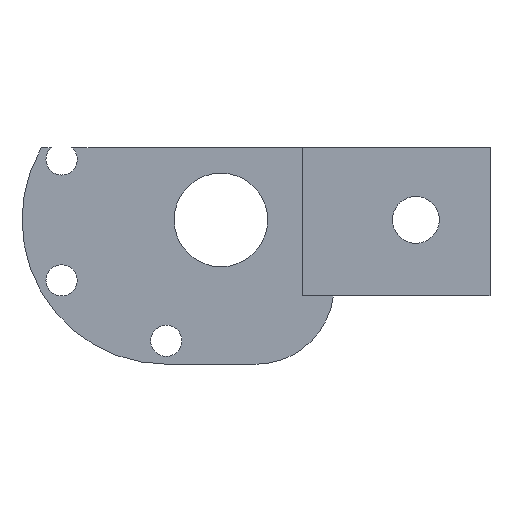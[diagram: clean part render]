
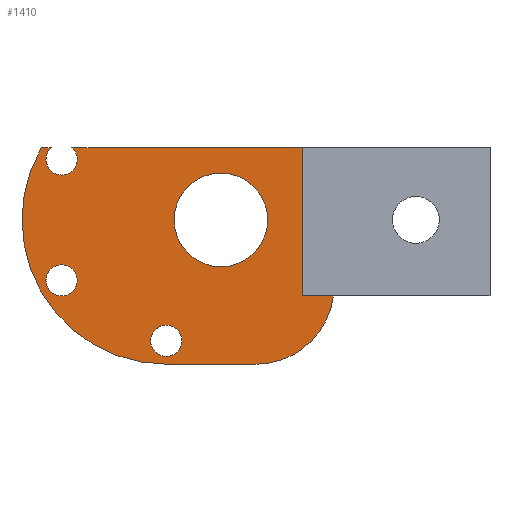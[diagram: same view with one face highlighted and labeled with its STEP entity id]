
A CAD part, left-side view. The second image highlights one B-rep face of the part: STEP entity #1410.
In plain terms, the highlighted planar face has unit normal (-1, 0, 0).
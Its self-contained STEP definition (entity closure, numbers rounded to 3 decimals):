
#1 = ORIENTED_EDGE ( 'NONE', *, *, #885, .T. ) ;
#19 = VERTEX_POINT ( 'NONE', #1361 ) ;
#23 = CARTESIAN_POINT ( 'NONE',  ( 27., 0., -19. ) ) ;
#25 = EDGE_CURVE ( 'NONE', #1062, #699, #266, .T. ) ;
#34 = CARTESIAN_POINT ( 'NONE',  ( 27., 21.5, -9.247 ) ) ;
#37 = DIRECTION ( 'NONE',  ( 1., 0., 0. ) ) ;
#40 = DIRECTION ( 'NONE',  ( 0., 1., 0. ) ) ;
#42 = EDGE_LOOP ( 'NONE', ( #1108, #814, #1, #220, #567, #978, #182, #1152 ) ) ;
#44 = ORIENTED_EDGE ( 'NONE', *, *, #1424, .F. ) ;
#53 = CARTESIAN_POINT ( 'NONE',  ( 27., 10., -27.747 ) ) ;
#58 = LINE ( 'NONE', #146, #1310 ) ;
#63 = CARTESIAN_POINT ( 'NONE',  ( 27., 36.25, 0. ) ) ;
#72 = EDGE_CURVE ( 'NONE', #506, #919, #374, .T. ) ;
#77 = CARTESIAN_POINT ( 'NONE',  ( 27., 34.923, -16.997 ) ) ;
#88 = VECTOR ( 'NONE', #894, 1000. ) ;
#91 = CARTESIAN_POINT ( 'NONE',  ( 27., 21.5, 0. ) ) ;
#100 = FACE_BOUND ( 'NONE', #1029, .T. ) ;
#108 = AXIS2_PLACEMENT_3D ( 'NONE', #782, #1328, #968 ) ;
#115 = DIRECTION ( 'NONE',  ( 0., -1., 0. ) ) ;
#125 = EDGE_CURVE ( 'NONE', #434, #1007, #907, .T. ) ;
#134 = CIRCLE ( 'NONE', #108, 6. ) ;
#137 = ORIENTED_EDGE ( 'NONE', *, *, #72, .F. ) ;
#146 = CARTESIAN_POINT ( 'NONE',  ( 27., 21.5, -27.747 ) ) ;
#182 = ORIENTED_EDGE ( 'NONE', *, *, #1198, .T. ) ;
#187 = DIRECTION ( 'NONE',  ( -1., 0., 0. ) ) ;
#194 = LINE ( 'NONE', #91, #763 ) ;
#195 = CIRCLE ( 'NONE', #214, 18.5 ) ;
#214 = AXIS2_PLACEMENT_3D ( 'NONE', #34, #500, #1014 ) ;
#220 = ORIENTED_EDGE ( 'NONE', *, *, #688, .F. ) ;
#245 = CARTESIAN_POINT ( 'NONE',  ( 27., 14.5, -9.247 ) ) ;
#266 = CIRCLE ( 'NONE', #1069, 6. ) ;
#272 = LINE ( 'NONE', #933, #379 ) ;
#287 = DIRECTION ( 'NONE',  ( 0., 0., -1. ) ) ;
#320 = CARTESIAN_POINT ( 'NONE',  ( 27., 21.5, -9.247 ) ) ;
#374 = CIRCLE ( 'NONE', #738, 2. ) ;
#379 = VECTOR ( 'NONE', #454, 1000. ) ;
#386 = ORIENTED_EDGE ( 'NONE', *, *, #25, .T. ) ;
#410 = EDGE_CURVE ( 'NONE', #1265, #566, #597, .T. ) ;
#420 = FACE_BOUND ( 'NONE', #999, .T. ) ;
#434 = VERTEX_POINT ( 'NONE', #1272 ) ;
#438 = EDGE_CURVE ( 'NONE', #19, #1352, #272, .T. ) ;
#439 = LINE ( 'NONE', #774, #1215 ) ;
#454 = DIRECTION ( 'NONE',  ( 0., 0., -1. ) ) ;
#478 = EDGE_LOOP ( 'NONE', ( #1013, #44 ) ) ;
#480 = CARTESIAN_POINT ( 'NONE',  ( 27., 14.5, -15.247 ) ) ;
#498 = DIRECTION ( 'NONE',  ( -1., 0., 0. ) ) ;
#500 = DIRECTION ( 'NONE',  ( 1., 0., 0. ) ) ;
#506 = VERTEX_POINT ( 'NONE', #1163 ) ;
#513 = DIRECTION ( 'NONE',  ( 0., 1., 0. ) ) ;
#529 = AXIS2_PLACEMENT_3D ( 'NONE', #320, #929, #1349 ) ;
#566 = VERTEX_POINT ( 'NONE', #843 ) ;
#567 = ORIENTED_EDGE ( 'NONE', *, *, #1302, .F. ) ;
#578 = AXIS2_PLACEMENT_3D ( 'NONE', #1428, #1229, #868 ) ;
#597 = CIRCLE ( 'NONE', #1094, 10. ) ;
#610 = DIRECTION ( 'NONE',  ( 0., 0., -1. ) ) ;
#612 = FACE_OUTER_BOUND ( 'NONE', #42, .T. ) ;
#641 = CIRCLE ( 'NONE', #578, 2. ) ;
#646 = DIRECTION ( 'NONE',  ( -1., 0., 0. ) ) ;
#660 = LINE ( 'NONE', #23, #88 ) ;
#667 = AXIS2_PLACEMENT_3D ( 'NONE', #77, #498, #610 ) ;
#675 = AXIS2_PLACEMENT_3D ( 'NONE', #786, #646, #683 ) ;
#683 = DIRECTION ( 'NONE',  ( 0., 0., -1. ) ) ;
#688 = EDGE_CURVE ( 'NONE', #1021, #903, #195, .T. ) ;
#699 = VERTEX_POINT ( 'NONE', #480 ) ;
#738 = AXIS2_PLACEMENT_3D ( 'NONE', #1393, #187, #287 ) ;
#763 = VECTOR ( 'NONE', #513, 1000. ) ;
#765 = CARTESIAN_POINT ( 'NONE',  ( 27., 21.5, -26.747 ) ) ;
#774 = CARTESIAN_POINT ( 'NONE',  ( 27., 0., 0. ) ) ;
#778 = ORIENTED_EDGE ( 'NONE', *, *, #1066, .F. ) ;
#782 = CARTESIAN_POINT ( 'NONE',  ( 27., 14.5, -9.247 ) ) ;
#786 = CARTESIAN_POINT ( 'NONE',  ( 27., 34.923, -16.997 ) ) ;
#795 = CIRCLE ( 'NONE', #1195, 2. ) ;
#801 = CARTESIAN_POINT ( 'NONE',  ( 27., 4., -19. ) ) ;
#806 = CARTESIAN_POINT ( 'NONE',  ( 27., 14.5, -3.247 ) ) ;
#814 = ORIENTED_EDGE ( 'NONE', *, *, #1197, .F. ) ;
#834 = CARTESIAN_POINT ( 'NONE',  ( 27., 21.5, -27.747 ) ) ;
#843 = CARTESIAN_POINT ( 'NONE',  ( 27., 0.079, -19. ) ) ;
#848 = DIRECTION ( 'NONE',  ( -1., 0., 0. ) ) ;
#862 = CARTESIAN_POINT ( 'NONE',  ( 27., 33.597, 0. ) ) ;
#868 = DIRECTION ( 'NONE',  ( 0., 0., -1. ) ) ;
#885 = EDGE_CURVE ( 'NONE', #1212, #903, #194, .T. ) ;
#894 = DIRECTION ( 'NONE',  ( 0., 1., 0. ) ) ;
#903 = VERTEX_POINT ( 'NONE', #1304 ) ;
#907 = CIRCLE ( 'NONE', #667, 2. ) ;
#919 = VERTEX_POINT ( 'NONE', #765 ) ;
#922 = DIRECTION ( 'NONE',  ( 0., 0., -1. ) ) ;
#929 = DIRECTION ( 'NONE',  ( 1., 0., 0. ) ) ;
#933 = CARTESIAN_POINT ( 'NONE',  ( 27., 4., -19. ) ) ;
#960 = ORIENTED_EDGE ( 'NONE', *, *, #1144, .T. ) ;
#968 = DIRECTION ( 'NONE',  ( 0., 0., -1. ) ) ;
#972 = FACE_BOUND ( 'NONE', #478, .T. ) ;
#978 = ORIENTED_EDGE ( 'NONE', *, *, #410, .T. ) ;
#999 = EDGE_LOOP ( 'NONE', ( #960, #386 ) ) ;
#1007 = VERTEX_POINT ( 'NONE', #1364 ) ;
#1013 = ORIENTED_EDGE ( 'NONE', *, *, #125, .F. ) ;
#1014 = DIRECTION ( 'NONE',  ( 0., 0., -1. ) ) ;
#1021 = VERTEX_POINT ( 'NONE', #834 ) ;
#1029 = EDGE_LOOP ( 'NONE', ( #137, #778 ) ) ;
#1054 = CIRCLE ( 'NONE', #675, 2. ) ;
#1062 = VERTEX_POINT ( 'NONE', #806 ) ;
#1066 = EDGE_CURVE ( 'NONE', #919, #506, #795, .T. ) ;
#1069 = AXIS2_PLACEMENT_3D ( 'NONE', #245, #37, #1114 ) ;
#1094 = AXIS2_PLACEMENT_3D ( 'NONE', #1159, #1127, #922 ) ;
#1108 = ORIENTED_EDGE ( 'NONE', *, *, #1188, .F. ) ;
#1114 = DIRECTION ( 'NONE',  ( 0., 0., -1. ) ) ;
#1127 = DIRECTION ( 'NONE',  ( -1., 0., 0. ) ) ;
#1144 = EDGE_CURVE ( 'NONE', #699, #1062, #134, .T. ) ;
#1152 = ORIENTED_EDGE ( 'NONE', *, *, #438, .F. ) ;
#1159 = CARTESIAN_POINT ( 'NONE',  ( 27., 10., -17.747 ) ) ;
#1163 = CARTESIAN_POINT ( 'NONE',  ( 27., 21.5, -22.747 ) ) ;
#1188 = EDGE_CURVE ( 'NONE', #1194, #19, #439, .T. ) ;
#1194 = VERTEX_POINT ( 'NONE', #862 ) ;
#1195 = AXIS2_PLACEMENT_3D ( 'NONE', #1258, #848, #1196 ) ;
#1196 = DIRECTION ( 'NONE',  ( 0., 0., -1. ) ) ;
#1197 = EDGE_CURVE ( 'NONE', #1212, #1194, #641, .T. ) ;
#1198 = EDGE_CURVE ( 'NONE', #566, #1352, #660, .T. ) ;
#1212 = VERTEX_POINT ( 'NONE', #63 ) ;
#1215 = VECTOR ( 'NONE', #115, 1000. ) ;
#1229 = DIRECTION ( 'NONE',  ( -1., 0., 0. ) ) ;
#1258 = CARTESIAN_POINT ( 'NONE',  ( 27., 21.5, -24.747 ) ) ;
#1265 = VERTEX_POINT ( 'NONE', #53 ) ;
#1272 = CARTESIAN_POINT ( 'NONE',  ( 27., 34.923, -14.997 ) ) ;
#1302 = EDGE_CURVE ( 'NONE', #1265, #1021, #58, .T. ) ;
#1304 = CARTESIAN_POINT ( 'NONE',  ( 27., 37.523, 0. ) ) ;
#1310 = VECTOR ( 'NONE', #40, 1000. ) ;
#1317 = PLANE ( 'NONE',  #529 ) ;
#1328 = DIRECTION ( 'NONE',  ( 1., 0., 0. ) ) ;
#1349 = DIRECTION ( 'NONE',  ( 0., 0., -1. ) ) ;
#1352 = VERTEX_POINT ( 'NONE', #801 ) ;
#1361 = CARTESIAN_POINT ( 'NONE',  ( 27., 4., 0. ) ) ;
#1364 = CARTESIAN_POINT ( 'NONE',  ( 27., 34.923, -18.997 ) ) ;
#1393 = CARTESIAN_POINT ( 'NONE',  ( 27., 21.5, -24.747 ) ) ;
#1410 = ADVANCED_FACE ( 'NONE', ( #100, #972, #612, #420 ), #1317, .F. ) ;
#1424 = EDGE_CURVE ( 'NONE', #1007, #434, #1054, .T. ) ;
#1428 = CARTESIAN_POINT ( 'NONE',  ( 27., 34.923, -1.497 ) ) ;
